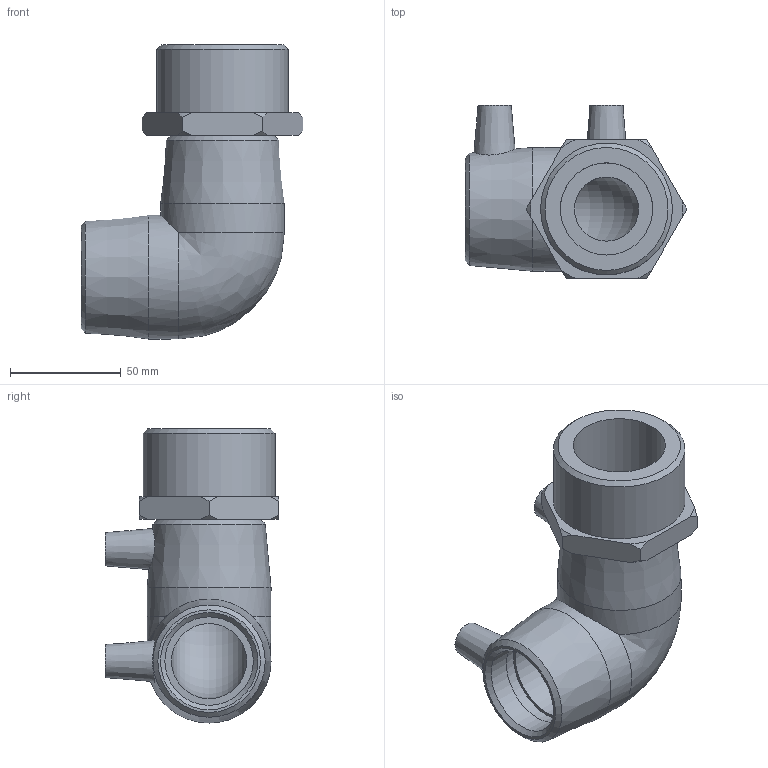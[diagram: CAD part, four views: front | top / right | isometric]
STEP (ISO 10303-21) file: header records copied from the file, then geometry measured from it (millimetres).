
FILE_DESCRIPTION(/* description */ ('PLASSON 90° ELBOW MALE TRANSITION 40-2"'),/* implementation_level */ '2;1');
FILE_NAME(/* name */ '492504040020.ipt.stp',/* time_stamp */ '2017-11-06T09:14:54+02:00',/* author */ ('KIM'),/* organization */ (''),/* preprocessor_version */ 'ST-DEVELOPER v15.6',/* originating_system */ 'Autodesk Inventor 2015',/* authorisation */ '');
FILE_SCHEMA (('AUTOMOTIVE_DESIGN { 1 0 10303 214 3 1 1 }'));
Length unit declared in the file: millimetre
Products named in the file (1): 492504040020
Bounding box: 100.4 x 78.52 x 133 mm (x, y, z)
Volume: 240213 mm3; surface area: 57890.1 mm2
Topology: 1 solids, 2 shells, 59 faces, 134 edges, 87 vertices
Faces by surface type: plane 22, cone 22, cylinder 13, bspline 1, torus 1
Full cylindrical faces by diameter (mm): 4 x2, 10 x2, 29 x1, 40 x4, 41.73 x1, 56 x2, 59.614 x1
Entity records: 1514 total; most frequent: CARTESIAN_POINT 371, DIRECTION 238, ORIENTED_EDGE 190, AXIS2_PLACEMENT_3D 110, EDGE_LOOP 99, EDGE_CURVE 95, VERTEX_POINT 76, FACE_OUTER_BOUND 59
